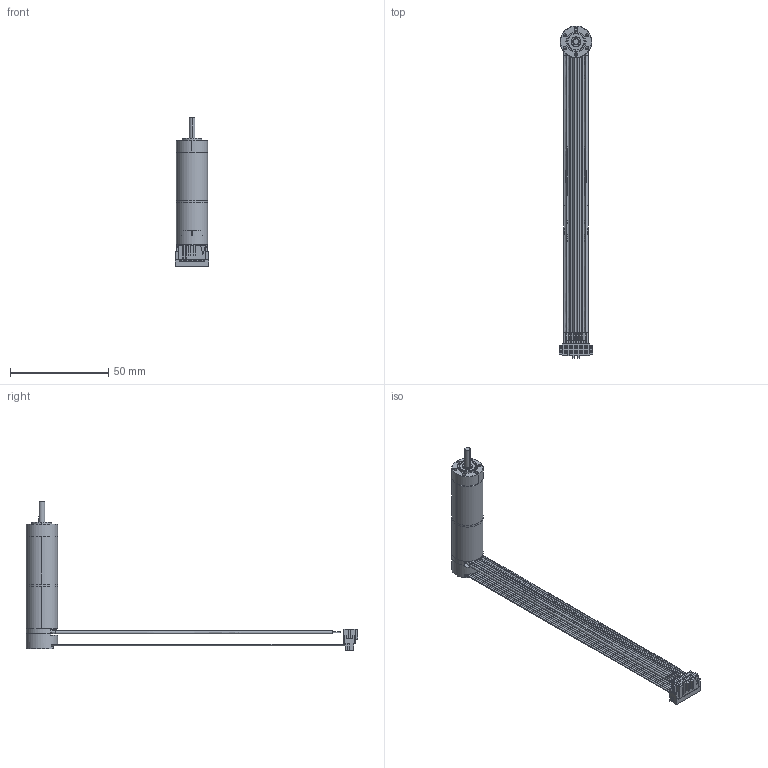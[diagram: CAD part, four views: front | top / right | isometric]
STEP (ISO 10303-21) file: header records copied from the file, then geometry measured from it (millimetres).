
FILE_DESCRIPTION((''),'2;1');
FILE_NAME('4611180000531','2023-09-11T14:05:05',('ms27607'),(''),'CREO PARAMETRIC BY PTC INC, 2018100','CREO PARAMETRIC BY PTC INC, 2018100','');
FILE_SCHEMA(('CONFIG_CONTROL_DESIGN'));
Length unit declared in the file: millimetre
Products named in the file (1): 4611180000531
Bounding box: 17.3 x 168.88 x 75.69 mm (x, y, z)
Surface area: 15522 mm2 (no closed solid volume)
Topology: 0 solids, 35 shells, 557 faces, 2115 edges, 1491 vertices
Faces by surface type: plane 356, cylinder 130, bspline 38, cone 25, torus 8
Entity records: 24778 total; most frequent: CARTESIAN_POINT 7175, DIRECTION 3586, ORIENTED_EDGE 3325, EDGE_CURVE 2103, VECTOR 1502, LINE 1502, VERTEX_POINT 1495, AXIS2_PLACEMENT_3D 1042
